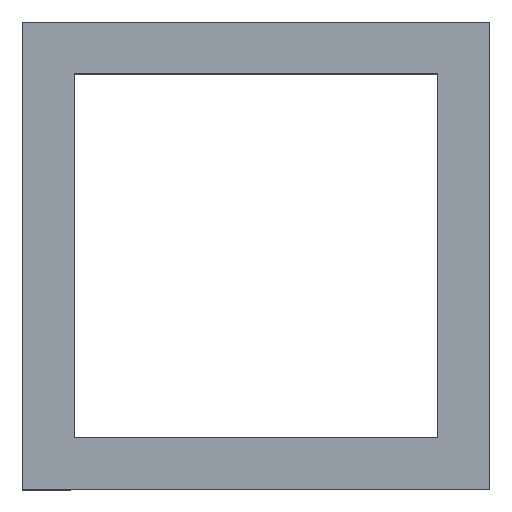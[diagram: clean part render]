
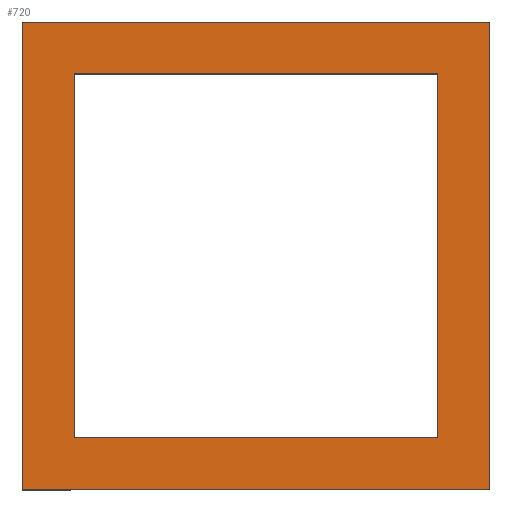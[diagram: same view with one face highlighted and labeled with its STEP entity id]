
A CAD part, top view. The second image highlights one B-rep face of the part: STEP entity #720.
In plain terms, the highlighted planar face has unit normal (0, 0, 1).
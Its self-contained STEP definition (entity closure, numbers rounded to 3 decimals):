
#18=FACE_BOUND('',#105,.T.);
#64=FACE_OUTER_BOUND('',#104,.T.);
#104=EDGE_LOOP('',(#634,#635,#636,#637));
#105=EDGE_LOOP('',(#638,#639,#640,#641));
#172=LINE('',#1114,#263);
#175=LINE('',#1119,#266);
#176=LINE('',#1122,#267);
#178=LINE('',#1125,#269);
#188=LINE('',#1147,#279);
#192=LINE('',#1153,#283);
#196=LINE('',#1160,#287);
#199=LINE('',#1164,#290);
#263=VECTOR('',#908,1000.);
#266=VECTOR('',#913,1000.);
#267=VECTOR('',#916,1000.);
#269=VECTOR('',#920,1000.);
#279=VECTOR('',#938,1000.);
#283=VECTOR('',#944,1000.);
#287=VECTOR('',#952,1000.);
#290=VECTOR('',#957,1000.);
#343=VERTEX_POINT('',#1111);
#344=VERTEX_POINT('',#1113);
#345=VERTEX_POINT('',#1117);
#346=VERTEX_POINT('',#1121);
#353=VERTEX_POINT('',#1144);
#354=VERTEX_POINT('',#1146);
#355=VERTEX_POINT('',#1151);
#356=VERTEX_POINT('',#1158);
#428=EDGE_CURVE('',#344,#343,#172,.T.);
#431=EDGE_CURVE('',#345,#343,#175,.T.);
#432=EDGE_CURVE('',#346,#344,#176,.T.);
#434=EDGE_CURVE('',#346,#345,#178,.T.);
#444=EDGE_CURVE('',#354,#353,#188,.T.);
#448=EDGE_CURVE('',#355,#353,#192,.T.);
#452=EDGE_CURVE('',#356,#355,#196,.T.);
#455=EDGE_CURVE('',#356,#354,#199,.T.);
#634=ORIENTED_EDGE('',*,*,#431,.F.);
#635=ORIENTED_EDGE('',*,*,#434,.F.);
#636=ORIENTED_EDGE('',*,*,#432,.T.);
#637=ORIENTED_EDGE('',*,*,#428,.T.);
#638=ORIENTED_EDGE('',*,*,#455,.T.);
#639=ORIENTED_EDGE('',*,*,#444,.T.);
#640=ORIENTED_EDGE('',*,*,#448,.F.);
#641=ORIENTED_EDGE('',*,*,#452,.F.);
#683=PLANE('',#779);
#720=ADVANCED_FACE('',(#64,#18),#683,.F.);
#779=AXIS2_PLACEMENT_3D('',#1165,#958,#959);
#908=DIRECTION('',(0.,1.,0.));
#913=DIRECTION('',(1.,0.,0.));
#916=DIRECTION('',(1.,0.,0.));
#920=DIRECTION('',(0.,1.,0.));
#938=DIRECTION('',(1.,0.,0.));
#944=DIRECTION('',(0.,1.,0.));
#952=DIRECTION('',(1.,0.,0.));
#957=DIRECTION('',(0.,1.,0.));
#958=DIRECTION('center_axis',(0.,0.,-1.));
#959=DIRECTION('ref_axis',(1.,0.,0.));
#1111=CARTESIAN_POINT('',(9.,9.,0.));
#1113=CARTESIAN_POINT('',(9.,-9.,0.));
#1114=CARTESIAN_POINT('',(9.,-9.6,0.));
#1117=CARTESIAN_POINT('',(-9.,9.,0.));
#1119=CARTESIAN_POINT('',(-9.6,9.,0.));
#1121=CARTESIAN_POINT('',(-9.,-9.,0.));
#1122=CARTESIAN_POINT('',(-9.6,-9.,0.));
#1125=CARTESIAN_POINT('',(-9.,-9.6,0.));
#1144=CARTESIAN_POINT('',(7.,7.,0.));
#1146=CARTESIAN_POINT('',(-7.,7.,0.));
#1147=CARTESIAN_POINT('',(-7.2,7.,0.));
#1151=CARTESIAN_POINT('',(7.,-7.,0.));
#1153=CARTESIAN_POINT('',(7.,-9.6,0.));
#1158=CARTESIAN_POINT('',(-7.,-7.,0.));
#1160=CARTESIAN_POINT('',(-7.2,-7.,0.));
#1164=CARTESIAN_POINT('',(-7.,-9.6,0.));
#1165=CARTESIAN_POINT('Origin',(-9.6,-9.6,0.));
